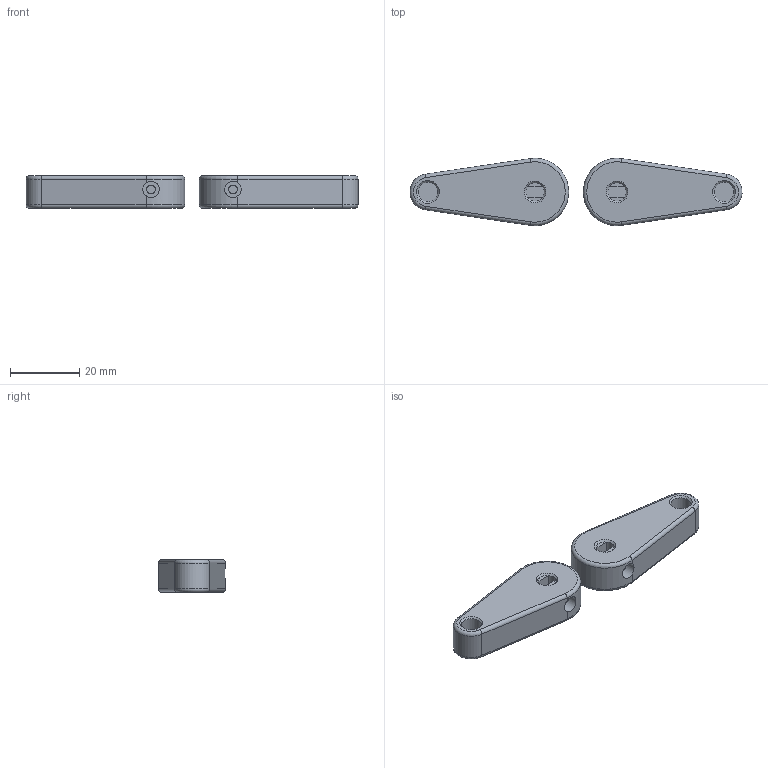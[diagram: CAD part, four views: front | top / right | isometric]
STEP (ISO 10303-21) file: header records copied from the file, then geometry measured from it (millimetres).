
FILE_DESCRIPTION(/* description */ (''),/* implementation_level */ '2;1');
FILE_NAME(/* name */ 'arms.step',/* time_stamp */ '2024-08-20T09:42:55-04:00',/* author */ (''),/* organization */ (''),/* preprocessor_version */ 'ST-DEVELOPER v20',/* originating_system */ 'Autodesk Translation Framework v13.14.0.145',/* authorisation */ '');
FILE_SCHEMA (('AUTOMOTIVE_DESIGN { 1 0 10303 214 3 1 1 }'));
Length unit declared in the file: millimetre
Products named in the file (1): (Unsaved)
Bounding box: 96.09 x 19.5 x 9.5 mm (x, y, z)
Volume: 11658.4 mm3; surface area: 5165.3 mm2
Topology: 2 solids, 2 shells, 56 faces, 116 edges, 68 vertices
Faces by surface type: cylinder 22, plane 22, torus 8, cone 4
Full cylindrical faces by diameter (mm): 2.5 x2, 4.75 x2, 5.7 x2
Entity records: 1570 total; most frequent: CARTESIAN_POINT 293, DIRECTION 288, ORIENTED_EDGE 232, AXIS2_PLACEMENT_3D 118, EDGE_CURVE 116, VERTEX_POINT 68, EDGE_LOOP 64, CIRCLE 58
